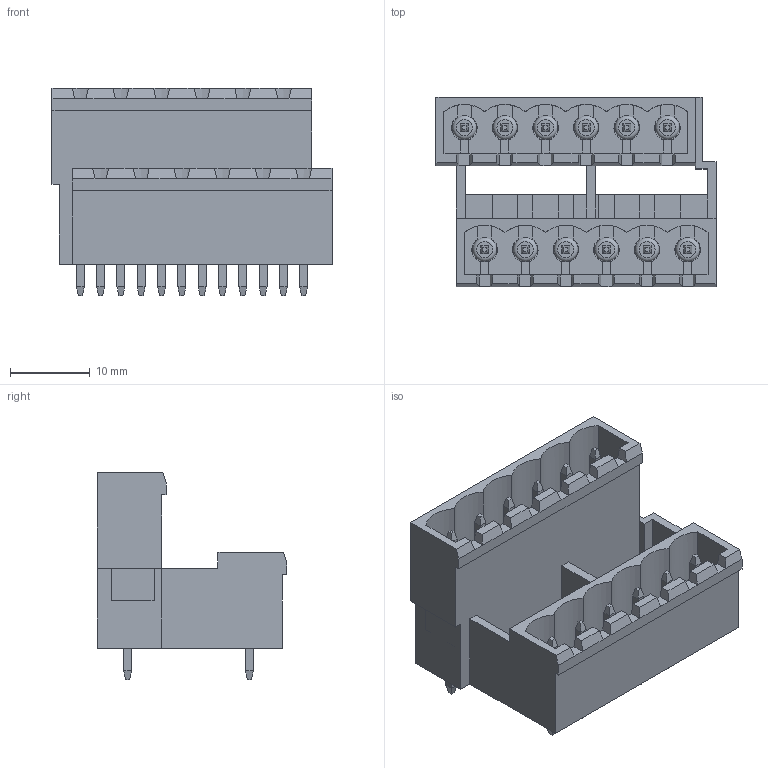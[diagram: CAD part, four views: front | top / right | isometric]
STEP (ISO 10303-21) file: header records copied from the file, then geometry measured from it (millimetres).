
FILE_DESCRIPTION( ( 'Unknown' ), '1' );
FILE_NAME( '691336500012.stp', 'Unknown', ( 'Unknown' ), ( 'Unknown' ), 'PSStep 18.0.17', 'Unknown', ' ' );
FILE_SCHEMA( ( 'AUTOMOTIVE_DESIGN { 1 0 10303 214 1 1 1 1 }' ) );
Length unit declared in the file: millimetre
Products named in the file (4): Assem1; 6913365000xx_PIN Longue; 6913365000xx_PIN Courte; 691336500012
Assembly tree (13 placements, depth 2):
  Assem1
    6913365000xx_PIN Longue  x6
    6913365000xx_PIN Courte  x6
    691336500012
Bounding box: 35.02 x 23.7 x 25.9 mm (x, y, z)
Volume: 4885.4 mm3; surface area: 9477.8 mm2
Topology: 13 solids, 13 shells, 620 faces, 1691 edges, 1087 vertices
Faces by surface type: plane 560, cylinder 48, torus 12
Full cylindrical faces by diameter (mm): 2.997 x6, 3 x6
Entity records: 19541 total; most frequent: CARTESIAN_POINT 2784, ORIENTED_EDGE 2750, DIRECTION 2495, EDGE_CURVE 1375, LINE 1243, VECTOR 1243, VERTEX_POINT 915, AXIS2_PLACEMENT_3D 626
